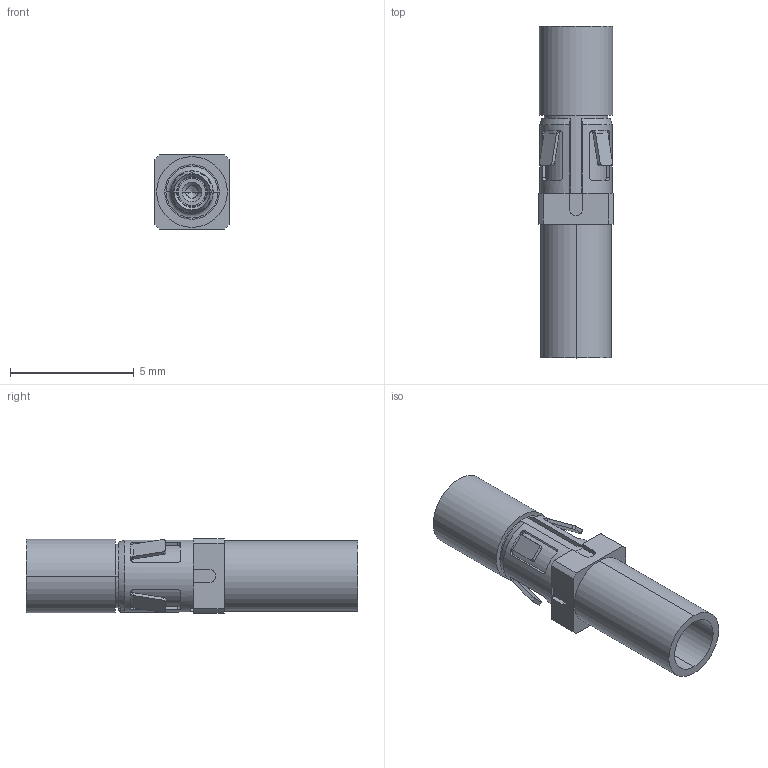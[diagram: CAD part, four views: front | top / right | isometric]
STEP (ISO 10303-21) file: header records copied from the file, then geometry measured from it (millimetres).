
FILE_DESCRIPTION((''),'2;1');
FILE_NAME('M80-305_ASM','2012-01-17T',('wbourne'),(''),'PRO/ENGINEER BY PARAMETRIC TECHNOLOGY CORPORATION, 2010280','PRO/ENGINEER BY PARAMETRIC TECHNOLOGY CORPORATION, 2010280','');
FILE_SCHEMA(('CONFIG_CONTROL_DESIGN','SHAPE_APPEARANCE_LAYERS_GROUPS'));
Length unit declared in the file: millimetre
Products named in the file (6): M80-345; M80-381; M80-374; M80-361; M80-393; M80-305_ASM
Assembly tree (5 placements, depth 2):
  M80-305_ASM
    M80-345
    M80-381
    M80-374
    M80-361
    M80-393
Bounding box: 3 x 13.4 x 3 mm (x, y, z)
Volume: 56.3 mm3; surface area: 421.7 mm2
Topology: 5 solids, 5 shells, 802 faces, 1840 edges, 1052 vertices
Faces by surface type: bspline 456, cylinder 187, plane 124, cone 29, torus 6
Entity records: 40019 total; most frequent: CARTESIAN_POINT 19666, ORIENTED_EDGE 3672, PRESENTATION_STYLE_ASSIGNMENT 1841, STYLED_ITEM 1841, CURVE_STYLE 1836, EDGE_CURVE 1836, DIRECTION 1816, VERTEX_POINT 1052
